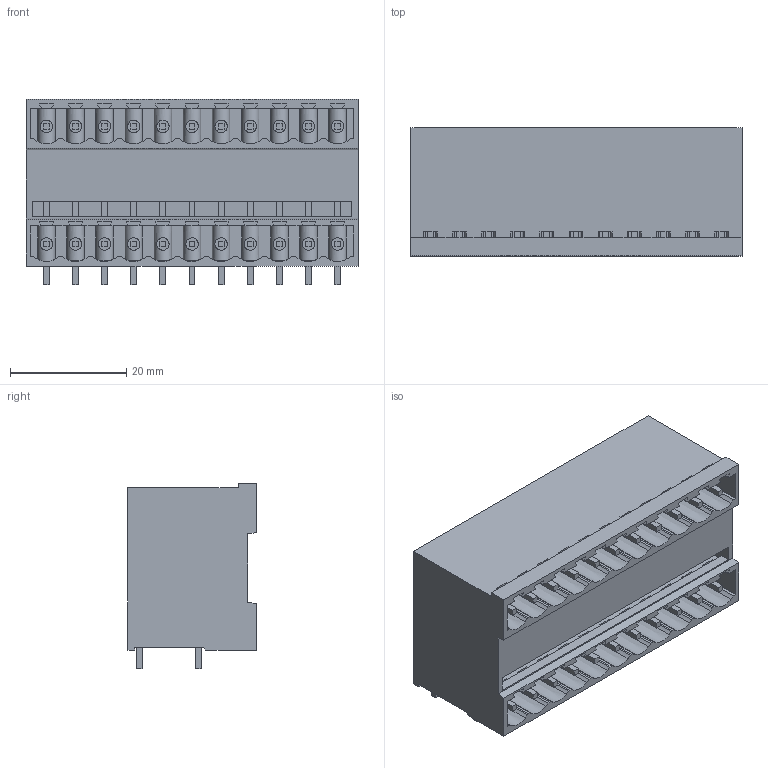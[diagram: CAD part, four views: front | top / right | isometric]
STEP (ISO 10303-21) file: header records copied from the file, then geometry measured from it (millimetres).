
FILE_DESCRIPTION(('CATIA V5R24 STEP','CAx-IF Rec.Pracs.--- Model Styling and Organization---1.4--- 2014-01-23'),'2;1');
FILE_NAME ('D1453481_1_1614440000_1614440000.stp','2021-12-08T07:19:00+00:00',('none'),('Weidmueller'),'CATIA Version 5-6 Release 2016 SP3 HF44','CATIA V5 STEP AP214','none');
FILE_SCHEMA(('AUTOMOTIVE_DESIGN { 1 0 10303 214 1 1 1 1 }'));
Length unit declared in the file: millimetre
Products named in the file (1): 1614440000
Bounding box: 57 x 22 x 31.85 mm (x, y, z)
Volume: 24167.5 mm3; surface area: 17313.5 mm2
Topology: 23 solids, 23 shells, 976 faces, 2824 edges, 1888 vertices
Faces by surface type: plane 822, cylinder 132, extrusion 22
Entity records: 31448 total; most frequent: CARTESIAN_POINT 7493, ORIENTED_EDGE 5648, DIRECTION 3745, EDGE_CURVE 2824, VECTOR 2514, LINE 2492, VERTEX_POINT 1888, EDGE_LOOP 1080
